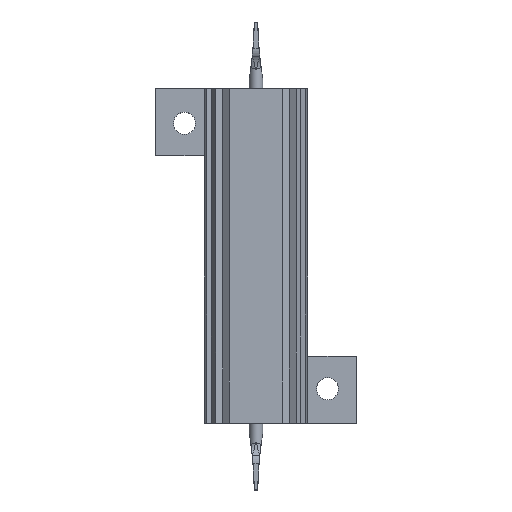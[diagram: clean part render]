
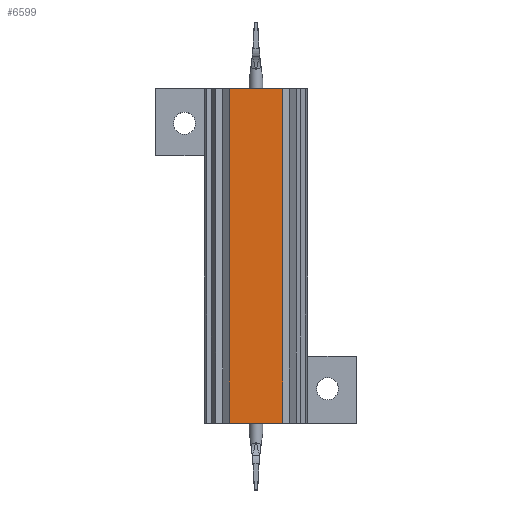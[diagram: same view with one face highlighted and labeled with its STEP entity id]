
A CAD part, top view. The second image highlights one B-rep face of the part: STEP entity #6599.
In plain terms, the highlighted planar face has unit normal (0, 0, 1).
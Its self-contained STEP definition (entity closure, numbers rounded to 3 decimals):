
#1957 = PLANE('',#1958);
#1958 = AXIS2_PLACEMENT_3D('',#1959,#1960,#1961);
#1959 = CARTESIAN_POINT('',(1.727,-50.,6.742));
#1960 = DIRECTION('',(0.,-1.,0.));
#1961 = DIRECTION('',(0.,0.,-1.));
#3071 = VERTEX_POINT('',#3072);
#3072 = CARTESIAN_POINT('',(4.,-50.,16.));
#3086 = PLANE('',#3087);
#3087 = AXIS2_PLACEMENT_3D('',#3088,#3089,#3090);
#3088 = CARTESIAN_POINT('',(4.958,0.,
    15.197));
#3089 = DIRECTION('',(-0.643,0.,
    -0.766));
#3090 = DIRECTION('',(-0.766,0.,0.643)
  );
#3098 = EDGE_CURVE('',#3071,#3099,#3101,.T.);
#3099 = VERTEX_POINT('',#3100);
#3100 = CARTESIAN_POINT('',(-4.,-50.,16.));
#3101 = SURFACE_CURVE('',#3102,(#3106,#3113),.PCURVE_S1.);
#3102 = LINE('',#3103,#3104);
#3103 = CARTESIAN_POINT('',(4.,-50.,16.));
#3104 = VECTOR('',#3105,1.);
#3105 = DIRECTION('',(-1.,0.,0.));
#3106 = PCURVE('',#1957,#3107);
#3107 = DEFINITIONAL_REPRESENTATION('',(#3108),#3112);
#3108 = LINE('',#3109,#3110);
#3109 = CARTESIAN_POINT('',(-9.258,2.273));
#3110 = VECTOR('',#3111,1.);
#3111 = DIRECTION('',(0.,-1.));
#3112 = ( GEOMETRIC_REPRESENTATION_CONTEXT(2) 
PARAMETRIC_REPRESENTATION_CONTEXT() REPRESENTATION_CONTEXT('2D SPACE',''
  ) );
#3113 = PCURVE('',#3114,#3119);
#3114 = PLANE('',#3115);
#3115 = AXIS2_PLACEMENT_3D('',#3116,#3117,#3118);
#3116 = CARTESIAN_POINT('',(0.,-25.,16.));
#3117 = DIRECTION('',(0.,0.,1.));
#3118 = DIRECTION('',(1.,0.,0.));
#3119 = DEFINITIONAL_REPRESENTATION('',(#3120),#3124);
#3120 = LINE('',#3121,#3122);
#3121 = CARTESIAN_POINT('',(4.,-25.));
#3122 = VECTOR('',#3123,1.);
#3123 = DIRECTION('',(-1.,0.));
#3124 = ( GEOMETRIC_REPRESENTATION_CONTEXT(2) 
PARAMETRIC_REPRESENTATION_CONTEXT() REPRESENTATION_CONTEXT('2D SPACE',''
  ) );
#3142 = PLANE('',#3143);
#3143 = AXIS2_PLACEMENT_3D('',#3144,#3145,#3146);
#3144 = CARTESIAN_POINT('',(-4.958,0.,
    15.197));
#3145 = DIRECTION('',(0.643,0.,-0.766
    ));
#3146 = DIRECTION('',(-0.766,0.,-0.643
    ));
#3894 = PLANE('',#3895);
#3895 = AXIS2_PLACEMENT_3D('',#3896,#3897,#3898);
#3896 = CARTESIAN_POINT('',(-1.727,0.,
    6.742));
#3897 = DIRECTION('',(0.,1.,0.));
#3898 = DIRECTION('',(0.,0.,1.));
#6507 = EDGE_CURVE('',#6508,#3099,#6510,.T.);
#6508 = VERTEX_POINT('',#6509);
#6509 = CARTESIAN_POINT('',(-4.,0.,16.));
#6510 = SURFACE_CURVE('',#6511,(#6515,#6522),.PCURVE_S1.);
#6511 = LINE('',#6512,#6513);
#6512 = CARTESIAN_POINT('',(-4.,0.,16.));
#6513 = VECTOR('',#6514,1.);
#6514 = DIRECTION('',(0.,-1.,0.));
#6515 = PCURVE('',#3142,#6516);
#6516 = DEFINITIONAL_REPRESENTATION('',(#6517),#6521);
#6517 = LINE('',#6518,#6519);
#6518 = CARTESIAN_POINT('',(-1.25,0.));
#6519 = VECTOR('',#6520,1.);
#6520 = DIRECTION('',(0.,-1.));
#6521 = ( GEOMETRIC_REPRESENTATION_CONTEXT(2) 
PARAMETRIC_REPRESENTATION_CONTEXT() REPRESENTATION_CONTEXT('2D SPACE',''
  ) );
#6522 = PCURVE('',#3114,#6523);
#6523 = DEFINITIONAL_REPRESENTATION('',(#6524),#6528);
#6524 = LINE('',#6525,#6526);
#6525 = CARTESIAN_POINT('',(-4.,25.));
#6526 = VECTOR('',#6527,1.);
#6527 = DIRECTION('',(0.,-1.));
#6528 = ( GEOMETRIC_REPRESENTATION_CONTEXT(2) 
PARAMETRIC_REPRESENTATION_CONTEXT() REPRESENTATION_CONTEXT('2D SPACE',''
  ) );
#6599 = ADVANCED_FACE('',(#6600),#3114,.T.);
#6600 = FACE_BOUND('',#6601,.T.);
#6601 = EDGE_LOOP('',(#6602,#6603,#6604,#6627));
#6602 = ORIENTED_EDGE('',*,*,#6507,.T.);
#6603 = ORIENTED_EDGE('',*,*,#3098,.F.);
#6604 = ORIENTED_EDGE('',*,*,#6605,.F.);
#6605 = EDGE_CURVE('',#6606,#3071,#6608,.T.);
#6606 = VERTEX_POINT('',#6607);
#6607 = CARTESIAN_POINT('',(4.,0.,16.));
#6608 = SURFACE_CURVE('',#6609,(#6613,#6620),.PCURVE_S1.);
#6609 = LINE('',#6610,#6611);
#6610 = CARTESIAN_POINT('',(4.,0.,16.));
#6611 = VECTOR('',#6612,1.);
#6612 = DIRECTION('',(0.,-1.,0.));
#6613 = PCURVE('',#3114,#6614);
#6614 = DEFINITIONAL_REPRESENTATION('',(#6615),#6619);
#6615 = LINE('',#6616,#6617);
#6616 = CARTESIAN_POINT('',(4.,25.));
#6617 = VECTOR('',#6618,1.);
#6618 = DIRECTION('',(0.,-1.));
#6619 = ( GEOMETRIC_REPRESENTATION_CONTEXT(2) 
PARAMETRIC_REPRESENTATION_CONTEXT() REPRESENTATION_CONTEXT('2D SPACE',''
  ) );
#6620 = PCURVE('',#3086,#6621);
#6621 = DEFINITIONAL_REPRESENTATION('',(#6622),#6626);
#6622 = LINE('',#6623,#6624);
#6623 = CARTESIAN_POINT('',(1.25,0.));
#6624 = VECTOR('',#6625,1.);
#6625 = DIRECTION('',(0.,-1.));
#6626 = ( GEOMETRIC_REPRESENTATION_CONTEXT(2) 
PARAMETRIC_REPRESENTATION_CONTEXT() REPRESENTATION_CONTEXT('2D SPACE',''
  ) );
#6627 = ORIENTED_EDGE('',*,*,#6628,.F.);
#6628 = EDGE_CURVE('',#6508,#6606,#6629,.T.);
#6629 = SURFACE_CURVE('',#6630,(#6634,#6641),.PCURVE_S1.);
#6630 = LINE('',#6631,#6632);
#6631 = CARTESIAN_POINT('',(-4.,0.,16.));
#6632 = VECTOR('',#6633,1.);
#6633 = DIRECTION('',(1.,0.,0.));
#6634 = PCURVE('',#3114,#6635);
#6635 = DEFINITIONAL_REPRESENTATION('',(#6636),#6640);
#6636 = LINE('',#6637,#6638);
#6637 = CARTESIAN_POINT('',(-4.,25.));
#6638 = VECTOR('',#6639,1.);
#6639 = DIRECTION('',(1.,0.));
#6640 = ( GEOMETRIC_REPRESENTATION_CONTEXT(2) 
PARAMETRIC_REPRESENTATION_CONTEXT() REPRESENTATION_CONTEXT('2D SPACE',''
  ) );
#6641 = PCURVE('',#3894,#6642);
#6642 = DEFINITIONAL_REPRESENTATION('',(#6643),#6647);
#6643 = LINE('',#6644,#6645);
#6644 = CARTESIAN_POINT('',(9.258,-2.273));
#6645 = VECTOR('',#6646,1.);
#6646 = DIRECTION('',(0.,1.));
#6647 = ( GEOMETRIC_REPRESENTATION_CONTEXT(2) 
PARAMETRIC_REPRESENTATION_CONTEXT() REPRESENTATION_CONTEXT('2D SPACE',''
  ) );
